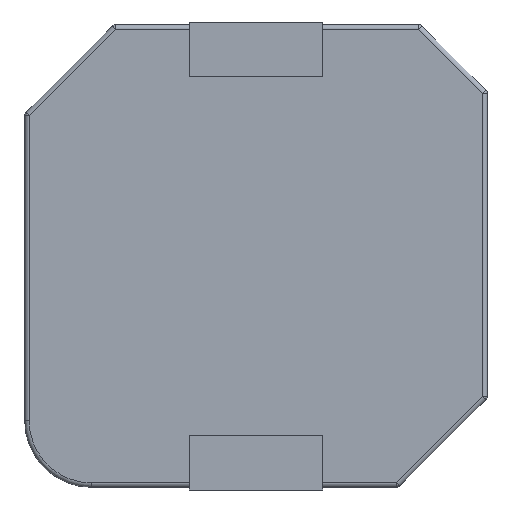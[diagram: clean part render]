
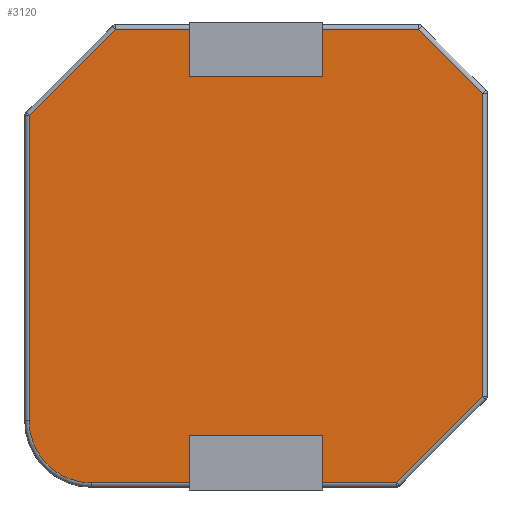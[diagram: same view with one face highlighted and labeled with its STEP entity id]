
A CAD part, front view. The second image highlights one B-rep face of the part: STEP entity #3120.
In plain terms, the highlighted planar face has unit normal (0, -1, 0).
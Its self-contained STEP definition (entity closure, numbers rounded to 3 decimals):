
#31 = ORIENTED_EDGE ( 'NONE', *, *, #3770, .T. ) ;
#463 = VERTEX_POINT ( 'NONE', #3903 ) ;
#492 = DIRECTION ( 'NONE',  ( 0., 0., 1. ) ) ;
#661 = CARTESIAN_POINT ( 'NONE',  ( 5.1, 0., 3.659 ) ) ;
#680 = VERTEX_POINT ( 'NONE', #2145 ) ;
#722 = VECTOR ( 'NONE', #4658, 1000. ) ;
#785 = ORIENTED_EDGE ( 'NONE', *, *, #6448, .T. ) ;
#798 = AXIS2_PLACEMENT_3D ( 'NONE', #5392, #2847, #1439 ) ;
#819 = CARTESIAN_POINT ( 'NONE',  ( -3.7, 0., -5.1 ) ) ;
#1097 = EDGE_CURVE ( 'NONE', #4457, #5109, #2900, .T. ) ;
#1175 = DIRECTION ( 'NONE',  ( -0.707, 0., 0.707 ) ) ;
#1195 = ORIENTED_EDGE ( 'NONE', *, *, #3110, .T. ) ;
#1391 = CARTESIAN_POINT ( 'NONE',  ( -3.7, 0., 5.1 ) ) ;
#1439 = DIRECTION ( 'NONE',  ( 0., 0., 1. ) ) ;
#1525 = AXIS2_PLACEMENT_3D ( 'NONE', #6324, #4361, #492 ) ;
#1807 = EDGE_LOOP ( 'NONE', ( #1887, #31, #5954, #1195, #785, #2402, #5212, #5805 ) ) ;
#1887 = ORIENTED_EDGE ( 'NONE', *, *, #5942, .T. ) ;
#2145 = CARTESIAN_POINT ( 'NONE',  ( -5.1, 0., 3.159 ) ) ;
#2267 = LINE ( 'NONE', #819, #4450 ) ;
#2313 = CARTESIAN_POINT ( 'NONE',  ( 0.429, 0., -7.829 ) ) ;
#2377 = VECTOR ( 'NONE', #2793, 1000. ) ;
#2402 = ORIENTED_EDGE ( 'NONE', *, *, #3885, .T. ) ;
#2697 = LINE ( 'NONE', #4382, #2377 ) ;
#2734 = LINE ( 'NONE', #2313, #722 ) ;
#2748 = VECTOR ( 'NONE', #3421, 1000. ) ;
#2793 = DIRECTION ( 'NONE',  ( 0., 0., -1. ) ) ;
#2815 = LINE ( 'NONE', #5946, #5171 ) ;
#2847 = DIRECTION ( 'NONE',  ( 0., 1., 0. ) ) ;
#2900 = LINE ( 'NONE', #1391, #2748 ) ;
#3026 = VERTEX_POINT ( 'NONE', #6200 ) ;
#3110 = EDGE_CURVE ( 'NONE', #3026, #3230, #2267, .T. ) ;
#3120 = ADVANCED_FACE ( 'NONE', ( #4272 ), #5889, .F. ) ;
#3230 = VERTEX_POINT ( 'NONE', #5428 ) ;
#3247 = CARTESIAN_POINT ( 'NONE',  ( -7.829, 0., 0.429 ) ) ;
#3421 = DIRECTION ( 'NONE',  ( -1., 0., 0. ) ) ;
#3467 = CARTESIAN_POINT ( 'NONE',  ( 3.659, 0., 5.1 ) ) ;
#3756 = LINE ( 'NONE', #3247, #5408 ) ;
#3770 = EDGE_CURVE ( 'NONE', #680, #5951, #2697, .T. ) ;
#3787 = DIRECTION ( 'NONE',  ( 0., 0., 1. ) ) ;
#3885 = EDGE_CURVE ( 'NONE', #463, #5141, #2815, .T. ) ;
#3903 = CARTESIAN_POINT ( 'NONE',  ( 5.1, 0., -3.159 ) ) ;
#4163 = EDGE_CURVE ( 'NONE', #5951, #3026, #6415, .T. ) ;
#4272 = FACE_OUTER_BOUND ( 'NONE', #1807, .T. ) ;
#4361 = DIRECTION ( 'NONE',  ( 0., -1., 0. ) ) ;
#4382 = CARTESIAN_POINT ( 'NONE',  ( -5.1, 0., -3.7 ) ) ;
#4450 = VECTOR ( 'NONE', #6239, 1000. ) ;
#4457 = VERTEX_POINT ( 'NONE', #3467 ) ;
#4627 = LINE ( 'NONE', #5658, #5194 ) ;
#4658 = DIRECTION ( 'NONE',  ( 0.707, 0., 0.707 ) ) ;
#5109 = VERTEX_POINT ( 'NONE', #5430 ) ;
#5141 = VERTEX_POINT ( 'NONE', #661 ) ;
#5171 = VECTOR ( 'NONE', #3787, 1000. ) ;
#5194 = VECTOR ( 'NONE', #1175, 1000. ) ;
#5212 = ORIENTED_EDGE ( 'NONE', *, *, #5225, .T. ) ;
#5225 = EDGE_CURVE ( 'NONE', #5141, #4457, #4627, .T. ) ;
#5234 = CARTESIAN_POINT ( 'NONE',  ( -5.1, 0., -3.7 ) ) ;
#5392 = CARTESIAN_POINT ( 'NONE',  ( -3.7, 0., -3.7 ) ) ;
#5408 = VECTOR ( 'NONE', #5786, 1000. ) ;
#5428 = CARTESIAN_POINT ( 'NONE',  ( 3.159, 0., -5.1 ) ) ;
#5430 = CARTESIAN_POINT ( 'NONE',  ( -3.159, 0., 5.1 ) ) ;
#5658 = CARTESIAN_POINT ( 'NONE',  ( 4.379, 0., 4.379 ) ) ;
#5786 = DIRECTION ( 'NONE',  ( -0.707, 0., -0.707 ) ) ;
#5805 = ORIENTED_EDGE ( 'NONE', *, *, #1097, .T. ) ;
#5889 = PLANE ( 'NONE',  #798 ) ;
#5942 = EDGE_CURVE ( 'NONE', #5109, #680, #3756, .T. ) ;
#5946 = CARTESIAN_POINT ( 'NONE',  ( 5.1, 0., -3.7 ) ) ;
#5951 = VERTEX_POINT ( 'NONE', #5234 ) ;
#5954 = ORIENTED_EDGE ( 'NONE', *, *, #4163, .T. ) ;
#6200 = CARTESIAN_POINT ( 'NONE',  ( -3.7, 0., -5.1 ) ) ;
#6239 = DIRECTION ( 'NONE',  ( 1., 0., 0. ) ) ;
#6324 = CARTESIAN_POINT ( 'NONE',  ( -3.7, 0., -3.7 ) ) ;
#6415 = CIRCLE ( 'NONE', #1525, 1.4 ) ;
#6448 = EDGE_CURVE ( 'NONE', #3230, #463, #2734, .T. ) ;
